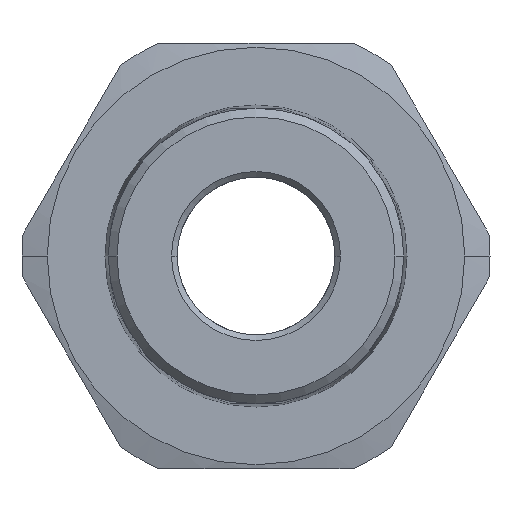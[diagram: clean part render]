
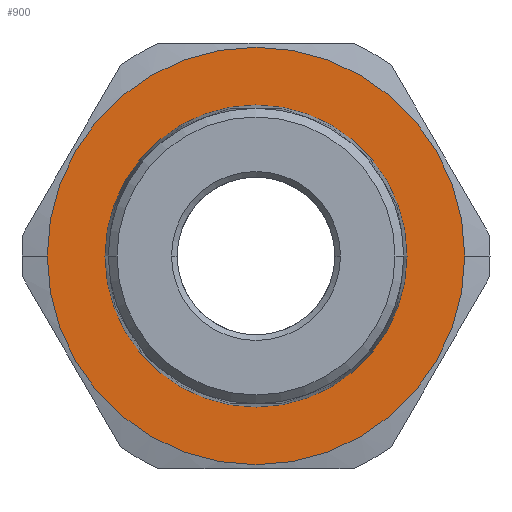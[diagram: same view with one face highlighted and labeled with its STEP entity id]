
A CAD part, left-side view. The second image highlights one B-rep face of the part: STEP entity #900.
In plain terms, the highlighted planar face has unit normal (-1, 0, 0).
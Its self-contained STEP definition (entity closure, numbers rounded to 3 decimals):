
#30 = FACE_OUTER_BOUND ( 'NONE', #754, .T. ) ;
#62 = AXIS2_PLACEMENT_3D ( 'NONE', #1490, #309, #1891 ) ;
#123 = DIRECTION ( 'NONE',  ( 0., -1., 0. ) ) ;
#149 = CARTESIAN_POINT ( 'NONE',  ( -2.325, 0., 0. ) ) ;
#163 = ORIENTED_EDGE ( 'NONE', *, *, #1355, .F. ) ;
#309 = DIRECTION ( 'NONE',  ( 1., 0., 0. ) ) ;
#339 = DIRECTION ( 'NONE',  ( 0., -1., 0. ) ) ;
#457 = AXIS2_PLACEMENT_3D ( 'NONE', #1559, #557, #339 ) ;
#557 = DIRECTION ( 'NONE',  ( 1., 0., 0. ) ) ;
#628 = VERTEX_POINT ( 'NONE', #1968 ) ;
#720 = CIRCLE ( 'NONE', #1498, 18.4 ) ;
#754 = EDGE_LOOP ( 'NONE', ( #163, #1964 ) ) ;
#786 = VERTEX_POINT ( 'NONE', #1473 ) ;
#878 = EDGE_CURVE ( 'NONE', #1541, #628, #2361, .T. ) ;
#900 = ADVANCED_FACE ( 'NONE', ( #1020, #30 ), #1909, .F. ) ;
#949 = EDGE_CURVE ( 'NONE', #628, #1541, #1838, .T. ) ;
#989 = DIRECTION ( 'NONE',  ( 1., 0., 0. ) ) ;
#1020 = FACE_BOUND ( 'NONE', #2243, .T. ) ;
#1221 = ORIENTED_EDGE ( 'NONE', *, *, #878, .T. ) ;
#1241 = AXIS2_PLACEMENT_3D ( 'NONE', #1992, #989, #1611 ) ;
#1301 = CARTESIAN_POINT ( 'NONE',  ( -2.325, 0., 0. ) ) ;
#1355 = EDGE_CURVE ( 'NONE', #786, #2403, #720, .T. ) ;
#1473 = CARTESIAN_POINT ( 'NONE',  ( -2.325, -18.4, 0. ) ) ;
#1490 = CARTESIAN_POINT ( 'NONE',  ( -2.325, 0., 20.625 ) ) ;
#1495 = DIRECTION ( 'NONE',  ( 0., -1., 0. ) ) ;
#1498 = AXIS2_PLACEMENT_3D ( 'NONE', #149, #2098, #123 ) ;
#1541 = VERTEX_POINT ( 'NONE', #1789 ) ;
#1559 = CARTESIAN_POINT ( 'NONE',  ( -2.325, 0., 0. ) ) ;
#1564 = CIRCLE ( 'NONE', #1241, 18.4 ) ;
#1611 = DIRECTION ( 'NONE',  ( 0., -1., 0. ) ) ;
#1670 = AXIS2_PLACEMENT_3D ( 'NONE', #1301, #1710, #1495 ) ;
#1710 = DIRECTION ( 'NONE',  ( 1., 0., 0. ) ) ;
#1789 = CARTESIAN_POINT ( 'NONE',  ( -2.325, 13.31, 0. ) ) ;
#1838 = CIRCLE ( 'NONE', #457, 13.31 ) ;
#1891 = DIRECTION ( 'NONE',  ( 0., -1., 0. ) ) ;
#1909 = PLANE ( 'NONE',  #62 ) ;
#1914 = CARTESIAN_POINT ( 'NONE',  ( -2.325, 18.4, 0. ) ) ;
#1964 = ORIENTED_EDGE ( 'NONE', *, *, #2016, .F. ) ;
#1968 = CARTESIAN_POINT ( 'NONE',  ( -2.325, -13.31, 0. ) ) ;
#1992 = CARTESIAN_POINT ( 'NONE',  ( -2.325, 0., 0. ) ) ;
#2016 = EDGE_CURVE ( 'NONE', #2403, #786, #1564, .T. ) ;
#2098 = DIRECTION ( 'NONE',  ( 1., 0., 0. ) ) ;
#2153 = ORIENTED_EDGE ( 'NONE', *, *, #949, .T. ) ;
#2243 = EDGE_LOOP ( 'NONE', ( #2153, #1221 ) ) ;
#2361 = CIRCLE ( 'NONE', #1670, 13.31 ) ;
#2403 = VERTEX_POINT ( 'NONE', #1914 ) ;
